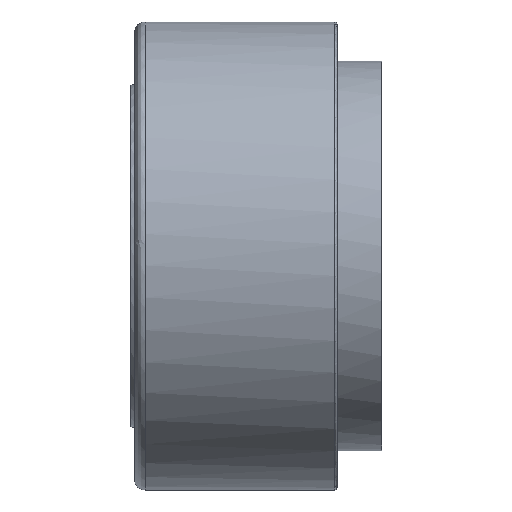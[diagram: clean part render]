
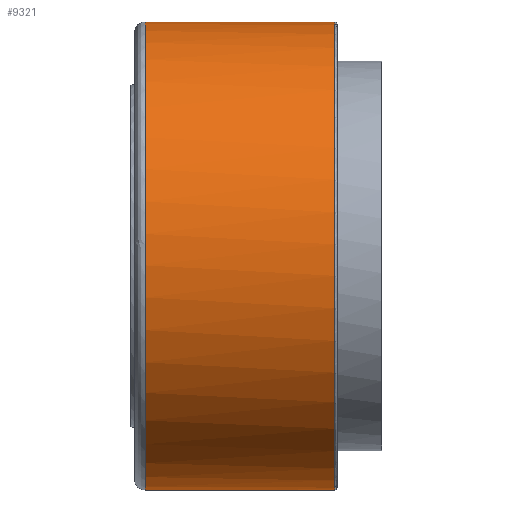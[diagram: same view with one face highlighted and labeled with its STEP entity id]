
A CAD part, top view. The second image highlights one B-rep face of the part: STEP entity #9321.
In plain terms, the highlighted free-form (B-spline) face has degree [2, 1] with [5, 2] control points.
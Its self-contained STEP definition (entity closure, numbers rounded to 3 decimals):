
#9321 = ADVANCED_FACE('',(#9322),#9358,.T.);
#9322 = FACE_BOUND('',#9323,.T.);
#9323 = EDGE_LOOP('',(#9324,#9333,#9343,#9350));
#9324 = ORIENTED_EDGE('',*,*,#9325,.T.);
#9325 = EDGE_CURVE('',#9326,#9328,#9330,.T.);
#9326 = VERTEX_POINT('',#9327);
#9327 = CARTESIAN_POINT('',(4.453,86.619,-39.513
    ));
#9328 = VERTEX_POINT('',#9329);
#9329 = CARTESIAN_POINT('',(42.751,86.619,
    -39.513));
#9330 = B_SPLINE_CURVE_WITH_KNOTS('',1,(#9331,#9332),.UNSPECIFIED.,.F.,
  .F.,(2,2),(0.,26.341),.PIECEWISE_BEZIER_KNOTS.);
#9331 = CARTESIAN_POINT('',(4.453,86.619,
    -39.513));
#9332 = CARTESIAN_POINT('',(42.751,86.619,
    -39.513));
#9333 = ORIENTED_EDGE('',*,*,#9334,.T.);
#9334 = EDGE_CURVE('',#9328,#9335,#9337,.T.);
#9335 = VERTEX_POINT('',#9336);
#9336 = CARTESIAN_POINT('',(42.751,-7.956,
    -39.229));
#9337 = ( BOUNDED_CURVE() B_SPLINE_CURVE(2,(#9338,#9339,#9340,#9341,
#9342),.UNSPECIFIED.,.F.,.F.) B_SPLINE_CURVE_WITH_KNOTS((3,2,3),(0.,
1.571,3.142),.PIECEWISE_BEZIER_KNOTS.) CURVE() 
GEOMETRIC_REPRESENTATION_ITEM() RATIONAL_B_SPLINE_CURVE((1.,
0.707,1.,0.707,1.)) REPRESENTATION_ITEM('') );
#9338 = CARTESIAN_POINT('',(42.751,86.619,
    -39.513));
#9339 = CARTESIAN_POINT('',(42.751,86.761,
    7.775));
#9340 = CARTESIAN_POINT('',(42.751,39.473,
    7.917));
#9341 = CARTESIAN_POINT('',(42.751,-7.815,
    8.059));
#9342 = CARTESIAN_POINT('',(42.751,-7.956,
    -39.229));
#9343 = ORIENTED_EDGE('',*,*,#9344,.T.);
#9344 = EDGE_CURVE('',#9335,#9345,#9347,.T.);
#9345 = VERTEX_POINT('',#9346);
#9346 = CARTESIAN_POINT('',(4.453,-7.956,-39.229)
  );
#9347 = B_SPLINE_CURVE_WITH_KNOTS('',1,(#9348,#9349),.UNSPECIFIED.,.F.,
  .F.,(2,2),(0.,26.341),.PIECEWISE_BEZIER_KNOTS.);
#9348 = CARTESIAN_POINT('',(42.751,-7.956,
    -39.229));
#9349 = CARTESIAN_POINT('',(4.453,-7.956,
    -39.229));
#9350 = ORIENTED_EDGE('',*,*,#9351,.T.);
#9351 = EDGE_CURVE('',#9345,#9326,#9352,.T.);
#9352 = ( BOUNDED_CURVE() B_SPLINE_CURVE(2,(#9353,#9354,#9355,#9356,
#9357),.UNSPECIFIED.,.F.,.F.) B_SPLINE_CURVE_WITH_KNOTS((3,2,3),(0.,
1.571,3.142),.PIECEWISE_BEZIER_KNOTS.) CURVE() 
GEOMETRIC_REPRESENTATION_ITEM() RATIONAL_B_SPLINE_CURVE((1.,
0.707,1.,0.707,1.)) REPRESENTATION_ITEM('') );
#9353 = CARTESIAN_POINT('',(4.453,-7.956,
    -39.229));
#9354 = CARTESIAN_POINT('',(4.453,-7.815,8.059
    ));
#9355 = CARTESIAN_POINT('',(4.453,39.473,7.917
    ));
#9356 = CARTESIAN_POINT('',(4.453,86.761,7.775)
  );
#9357 = CARTESIAN_POINT('',(4.453,86.619,
    -39.513));
#9358 = ( BOUNDED_SURFACE() B_SPLINE_SURFACE(2,1,(
    (#9359,#9360)
    ,(#9361,#9362)
    ,(#9363,#9364)
    ,(#9365,#9366)
    ,(#9367,#9368
)),.UNSPECIFIED.,.F.,.F.,.F.) B_SPLINE_SURFACE_WITH_KNOTS((3,2,3),(2,2),
  (0.063,1.634,3.204),(0.527,
    26.868),.PIECEWISE_BEZIER_KNOTS.) 
GEOMETRIC_REPRESENTATION_ITEM() RATIONAL_B_SPLINE_SURFACE((
    (1.,1.)
    ,(0.707,0.707)
    ,(1.,1.)
    ,(0.707,0.707)
,(1.,1.))) REPRESENTATION_ITEM('') SURFACE() );
#9359 = CARTESIAN_POINT('',(42.751,86.619,
    -39.513));
#9360 = CARTESIAN_POINT('',(4.453,86.619,
    -39.513));
#9361 = CARTESIAN_POINT('',(42.751,86.761,
    7.775));
#9362 = CARTESIAN_POINT('',(4.453,86.761,
    7.775));
#9363 = CARTESIAN_POINT('',(42.751,39.473,
    7.917));
#9364 = CARTESIAN_POINT('',(4.453,39.473,
    7.917));
#9365 = CARTESIAN_POINT('',(42.751,-7.815,
    8.059));
#9366 = CARTESIAN_POINT('',(4.453,-7.815,8.059
    ));
#9367 = CARTESIAN_POINT('',(42.751,-7.956,
    -39.229));
#9368 = CARTESIAN_POINT('',(4.453,-7.956,
    -39.229));
